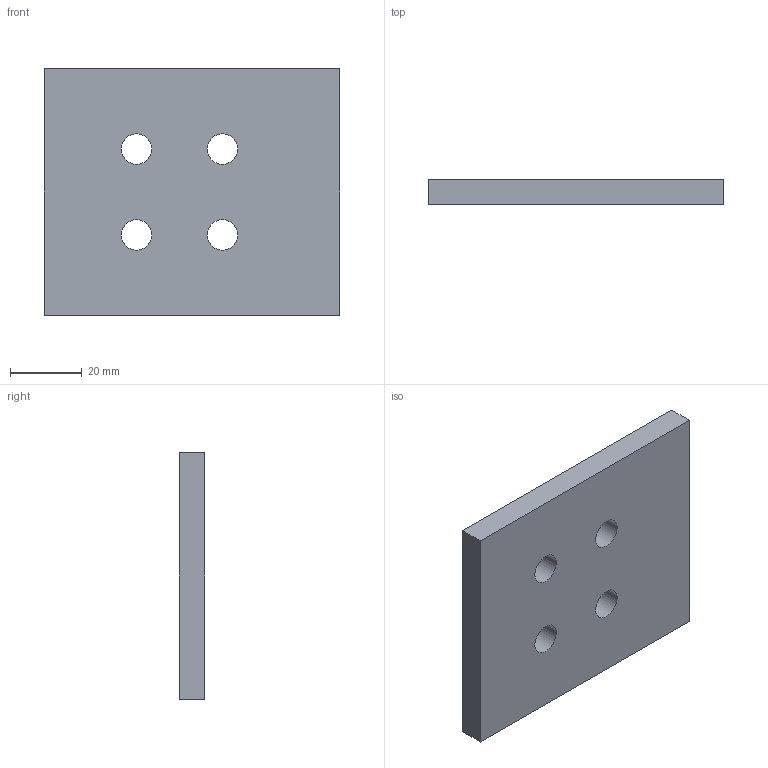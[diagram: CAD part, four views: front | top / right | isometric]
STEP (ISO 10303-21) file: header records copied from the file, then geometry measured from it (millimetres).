
FILE_DESCRIPTION( ( '' ), '1' );
FILE_NAME( 'PLKE35-7.stp', '2020-04-16T10:22:21', ( '' ), ( '' ), ' ', ' ', ' ' );
FILE_SCHEMA( ( 'automotive_design' ) );
Length unit declared in the file: millimetre
Products named in the file (1): 1
Bounding box: 82.6 x 7 x 68.8 mm (x, y, z)
Volume: 38191.3 mm3; surface area: 13779.1 mm2
Topology: 1 solids, 1 shells, 14 faces, 36 edges, 24 vertices
Faces by surface type: cylinder 8, plane 6
Entity records: 888 total; most frequent: DIRECTION 82, STYLED_ITEM 75, PRESENTATION_STYLE_ASSIGNMENT 75, CARTESIAN_POINT 75, COLOUR_RGB 75, ORIENTED_EDGE 72, EDGE_CURVE 36, CURVE_STYLE 36
